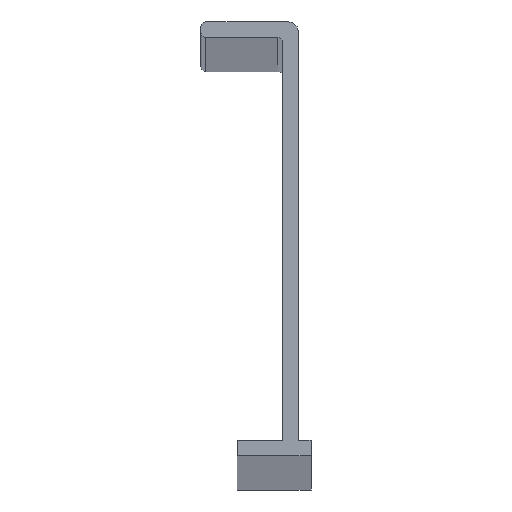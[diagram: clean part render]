
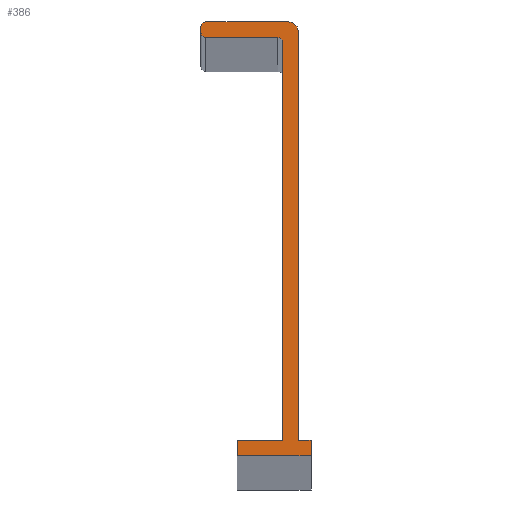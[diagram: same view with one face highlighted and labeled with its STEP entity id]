
A CAD part, top view. The second image highlights one B-rep face of the part: STEP entity #386.
In plain terms, the highlighted planar face has unit normal (0, 0, 1).
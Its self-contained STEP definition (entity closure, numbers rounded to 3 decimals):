
#9 = VERTEX_POINT ( 'NONE', #380 ) ;
#12 = LINE ( 'NONE', #187, #53 ) ;
#14 = CARTESIAN_POINT ( 'NONE',  ( 1.755, -84.016, 2000. ) ) ;
#18 = EDGE_CURVE ( 'NONE', #470, #459, #285, .T. ) ;
#25 = LINE ( 'NONE', #93, #63 ) ;
#27 = LINE ( 'NONE', #215, #116 ) ;
#33 = CARTESIAN_POINT ( 'NONE',  ( 4.655, -85.616, 2000. ) ) ;
#34 = DIRECTION ( 'NONE',  ( 1., 0., 0. ) ) ;
#37 = VERTEX_POINT ( 'NONE', #149 ) ;
#39 = VECTOR ( 'NONE', #169, 1000. ) ;
#43 = VECTOR ( 'NONE', #199, 1000. ) ;
#49 = DIRECTION ( 'NONE',  ( 0., 0., 1. ) ) ;
#53 = VECTOR ( 'NONE', #191, 1000. ) ;
#54 = CARTESIAN_POINT ( 'NONE',  ( -6.145, -42.216, 2000. ) ) ;
#59 = CARTESIAN_POINT ( 'NONE',  ( 2.355, -41.116, 2000. ) ) ;
#61 = VERTEX_POINT ( 'NONE', #175 ) ;
#63 = VECTOR ( 'NONE', #120, 1000. ) ;
#73 = DIRECTION ( 'NONE',  ( 0., -1., 0. ) ) ;
#93 = CARTESIAN_POINT ( 'NONE',  ( -0.495, -85.616, 2000. ) ) ;
#95 = CARTESIAN_POINT ( 'NONE',  ( -6.645, -41.616, 2000. ) ) ;
#96 = CARTESIAN_POINT ( 'NONE',  ( 2.355, -41.116, 2000. ) ) ;
#103 = LINE ( 'NONE', #436, #434 ) ;
#105 = AXIS2_PLACEMENT_3D ( 'NONE', #294, #297, #309 ) ;
#109 = CARTESIAN_POINT ( 'NONE',  ( 3.355, -42.116, 2000. ) ) ;
#116 = VECTOR ( 'NONE', #196, 1000. ) ;
#119 = VECTOR ( 'NONE', #189, 1000. ) ;
#120 = DIRECTION ( 'NONE',  ( 1., 0., 0. ) ) ;
#121 = LINE ( 'NONE', #263, #119 ) ;
#125 = DIRECTION ( 'NONE',  ( 1., 0., 0. ) ) ;
#131 = EDGE_LOOP ( 'NONE', ( #442, #133, #171, #469, #504, #510, #152, #399, #150, #537, #227, #511, #422, #406 ) ) ;
#133 = ORIENTED_EDGE ( 'NONE', *, *, #165, .T. ) ;
#149 = CARTESIAN_POINT ( 'NONE',  ( 1.755, -43.216, 2000. ) ) ;
#150 = ORIENTED_EDGE ( 'NONE', *, *, #495, .T. ) ;
#151 = DIRECTION ( 'NONE',  ( -1., 0., 0. ) ) ;
#152 = ORIENTED_EDGE ( 'NONE', *, *, #407, .T. ) ;
#157 = EDGE_CURVE ( 'NONE', #529, #278, #310, .T. ) ;
#161 = LINE ( 'NONE', #59, #352 ) ;
#162 = VERTEX_POINT ( 'NONE', #257 ) ;
#163 = EDGE_CURVE ( 'NONE', #384, #529, #121, .T. ) ;
#165 = EDGE_CURVE ( 'NONE', #388, #470, #12, .T. ) ;
#169 = DIRECTION ( 'NONE',  ( 0., -1., 0. ) ) ;
#171 = ORIENTED_EDGE ( 'NONE', *, *, #18, .T. ) ;
#174 = EDGE_CURVE ( 'NONE', #459, #329, #27, .T. ) ;
#175 = CARTESIAN_POINT ( 'NONE',  ( -6.145, -42.716, 2000. ) ) ;
#187 = CARTESIAN_POINT ( 'NONE',  ( 4.655, -84.016, 2000. ) ) ;
#188 = CIRCLE ( 'NONE', #105, 1. ) ;
#189 = DIRECTION ( 'NONE',  ( -1., 0., 0. ) ) ;
#191 = DIRECTION ( 'NONE',  ( 0., 1., 0. ) ) ;
#196 = DIRECTION ( 'NONE',  ( 0., 1., 0. ) ) ;
#199 = DIRECTION ( 'NONE',  ( 0., -1., 0. ) ) ;
#206 = LINE ( 'NONE', #435, #376 ) ;
#215 = CARTESIAN_POINT ( 'NONE',  ( 3.355, -84.016, 2000. ) ) ;
#227 = ORIENTED_EDGE ( 'NONE', *, *, #509, .T. ) ;
#230 = VERTEX_POINT ( 'NONE', #526 ) ;
#232 = CARTESIAN_POINT ( 'NONE',  ( -2.895, -84.016, 2000. ) ) ;
#250 = EDGE_CURVE ( 'NONE', #345, #9, #161, .T. ) ;
#257 = CARTESIAN_POINT ( 'NONE',  ( 1.255, -42.716, 2000. ) ) ;
#263 = CARTESIAN_POINT ( 'NONE',  ( 1.755, -84.016, 2000. ) ) ;
#265 = VECTOR ( 'NONE', #394, 1000. ) ;
#268 = AXIS2_PLACEMENT_3D ( 'NONE', #54, #49, #34 ) ;
#269 = CARTESIAN_POINT ( 'NONE',  ( -6.645, -41.616, 2000. ) ) ;
#278 = VERTEX_POINT ( 'NONE', #487 ) ;
#285 = LINE ( 'NONE', #398, #265 ) ;
#289 = VERTEX_POINT ( 'NONE', #95 ) ;
#293 = AXIS2_PLACEMENT_3D ( 'NONE', #353, #350, #348 ) ;
#294 = CARTESIAN_POINT ( 'NONE',  ( 2.355, -42.116, 2000. ) ) ;
#297 = DIRECTION ( 'NONE',  ( 0., 0., 1. ) ) ;
#309 = DIRECTION ( 'NONE',  ( 1., 0., 0. ) ) ;
#310 = LINE ( 'NONE', #232, #43 ) ;
#329 = VERTEX_POINT ( 'NONE', #109 ) ;
#339 = CIRCLE ( 'NONE', #513, 0.5 ) ;
#340 = CARTESIAN_POINT ( 'NONE',  ( -2.895, -84.016, 2000. ) ) ;
#345 = VERTEX_POINT ( 'NONE', #96 ) ;
#348 = DIRECTION ( 'NONE',  ( 1., 0., 0. ) ) ;
#349 = FACE_OUTER_BOUND ( 'NONE', #131, .T. ) ;
#350 = DIRECTION ( 'NONE',  ( 0., 0., -1. ) ) ;
#352 = VECTOR ( 'NONE', #151, 1000. ) ;
#353 = CARTESIAN_POINT ( 'NONE',  ( 1.255, -43.216, 2000. ) ) ;
#354 = EDGE_CURVE ( 'NONE', #278, #388, #25, .T. ) ;
#376 = VECTOR ( 'NONE', #430, 1000. ) ;
#380 = CARTESIAN_POINT ( 'NONE',  ( -6.145, -41.116, 2000. ) ) ;
#384 = VERTEX_POINT ( 'NONE', #14 ) ;
#386 = ADVANCED_FACE ( 'NONE', ( #349 ), #492, .T. ) ;
#388 = VERTEX_POINT ( 'NONE', #33 ) ;
#394 = DIRECTION ( 'NONE',  ( -1., 0., 0. ) ) ;
#398 = CARTESIAN_POINT ( 'NONE',  ( 3.355, -84.016, 2000. ) ) ;
#399 = ORIENTED_EDGE ( 'NONE', *, *, #479, .T. ) ;
#406 = ORIENTED_EDGE ( 'NONE', *, *, #157, .T. ) ;
#407 = EDGE_CURVE ( 'NONE', #9, #289, #339, .T. ) ;
#413 = CARTESIAN_POINT ( 'NONE',  ( 4.655, -84.016, 2000. ) ) ;
#422 = ORIENTED_EDGE ( 'NONE', *, *, #163, .T. ) ;
#427 = CARTESIAN_POINT ( 'NONE',  ( 3.355, -84.016, 2000. ) ) ;
#430 = DIRECTION ( 'NONE',  ( 1., 0., 0. ) ) ;
#434 = VECTOR ( 'NONE', #73, 1000. ) ;
#435 = CARTESIAN_POINT ( 'NONE',  ( -6.145, -42.716, 2000. ) ) ;
#436 = CARTESIAN_POINT ( 'NONE',  ( 1.755, -43.216, 2000. ) ) ;
#438 = AXIS2_PLACEMENT_3D ( 'NONE', #489, #493, #125 ) ;
#442 = ORIENTED_EDGE ( 'NONE', *, *, #354, .T. ) ;
#448 = CIRCLE ( 'NONE', #268, 0.5 ) ;
#456 = EDGE_CURVE ( 'NONE', #61, #162, #206, .T. ) ;
#458 = EDGE_CURVE ( 'NONE', #37, #384, #103, .T. ) ;
#459 = VERTEX_POINT ( 'NONE', #427 ) ;
#468 = DIRECTION ( 'NONE',  ( 1., 0., 0. ) ) ;
#469 = ORIENTED_EDGE ( 'NONE', *, *, #174, .T. ) ;
#470 = VERTEX_POINT ( 'NONE', #413 ) ;
#473 = DIRECTION ( 'NONE',  ( 0., 0., 1. ) ) ;
#477 = CARTESIAN_POINT ( 'NONE',  ( -6.145, -41.616, 2000. ) ) ;
#479 = EDGE_CURVE ( 'NONE', #289, #230, #488, .T. ) ;
#487 = CARTESIAN_POINT ( 'NONE',  ( -2.895, -85.616, 2000. ) ) ;
#488 = LINE ( 'NONE', #269, #39 ) ;
#489 = CARTESIAN_POINT ( 'NONE',  ( 1.605, -87.136, 2000. ) ) ;
#492 = PLANE ( 'NONE',  #438 ) ;
#493 = DIRECTION ( 'NONE',  ( 0., 0., 1. ) ) ;
#495 = EDGE_CURVE ( 'NONE', #230, #61, #448, .T. ) ;
#498 = CIRCLE ( 'NONE', #293, 0.5 ) ;
#504 = ORIENTED_EDGE ( 'NONE', *, *, #525, .T. ) ;
#509 = EDGE_CURVE ( 'NONE', #162, #37, #498, .T. ) ;
#510 = ORIENTED_EDGE ( 'NONE', *, *, #250, .T. ) ;
#511 = ORIENTED_EDGE ( 'NONE', *, *, #458, .T. ) ;
#513 = AXIS2_PLACEMENT_3D ( 'NONE', #477, #473, #468 ) ;
#525 = EDGE_CURVE ( 'NONE', #329, #345, #188, .T. ) ;
#526 = CARTESIAN_POINT ( 'NONE',  ( -6.645, -42.216, 2000. ) ) ;
#529 = VERTEX_POINT ( 'NONE', #340 ) ;
#537 = ORIENTED_EDGE ( 'NONE', *, *, #456, .T. ) ;
